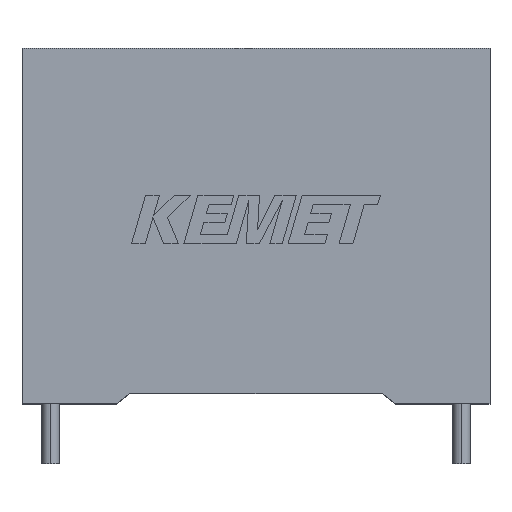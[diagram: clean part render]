
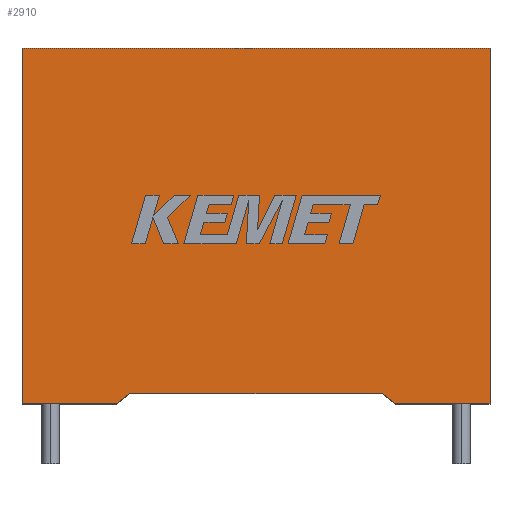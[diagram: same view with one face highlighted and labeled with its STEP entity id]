
A CAD part, top view. The second image highlights one B-rep face of the part: STEP entity #2910.
In plain terms, the highlighted planar face has unit normal (0, 0, 1).
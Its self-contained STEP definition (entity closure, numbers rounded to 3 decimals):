
#93 = LINE ( 'NONE', #2718, #499 ) ;
#121 = CARTESIAN_POINT ( 'NONE',  ( 24.1, 0.7, 14.3 ) ) ;
#155 = LINE ( 'NONE', #2069, #2361 ) ;
#218 = LINE ( 'NONE', #121, #2038 ) ;
#224 = VECTOR ( 'NONE', #2573, 1000. ) ;
#289 = CARTESIAN_POINT ( 'NONE',  ( 31.3, 0., 14.3 ) ) ;
#294 = EDGE_CURVE ( 'NONE', #2174, #2499, #712, .T. ) ;
#311 = ORIENTED_EDGE ( 'NONE', *, *, #294, .T. ) ;
#333 = DIRECTION ( 'NONE',  ( 0.789, -0.614, 0. ) ) ;
#360 = FACE_OUTER_BOUND ( 'NONE', #1199, .T. ) ;
#399 = CARTESIAN_POINT ( 'NONE',  ( 0., 23.8, 14.3 ) ) ;
#400 = ORIENTED_EDGE ( 'NONE', *, *, #2364, .F. ) ;
#432 = DIRECTION ( 'NONE',  ( 1., 0., 0. ) ) ;
#499 = VECTOR ( 'NONE', #2957, 1000. ) ;
#516 = DIRECTION ( 'NONE',  ( -1., 0., 0. ) ) ;
#520 = CARTESIAN_POINT ( 'NONE',  ( 25., 0., 14.3 ) ) ;
#522 = VECTOR ( 'NONE', #516, 1000. ) ;
#609 = AXIS2_PLACEMENT_3D ( 'NONE', #842, #869, #1323 ) ;
#701 = ORIENTED_EDGE ( 'NONE', *, *, #1727, .T. ) ;
#712 = LINE ( 'NONE', #289, #1930 ) ;
#720 = VERTEX_POINT ( 'NONE', #1597 ) ;
#745 = ORIENTED_EDGE ( 'NONE', *, *, #1511, .T. ) ;
#842 = CARTESIAN_POINT ( 'NONE',  ( 0., 0., 14.3 ) ) ;
#869 = DIRECTION ( 'NONE',  ( 0., 0., -1. ) ) ;
#1090 = CARTESIAN_POINT ( 'NONE',  ( 7.2, 0.7, 14.3 ) ) ;
#1124 = CARTESIAN_POINT ( 'NONE',  ( 31.3, 0., 14.3 ) ) ;
#1199 = EDGE_LOOP ( 'NONE', ( #400, #2341, #701, #311, #2926, #745, #2280, #2737 ) ) ;
#1323 = DIRECTION ( 'NONE',  ( -1., 0., 0. ) ) ;
#1355 = CARTESIAN_POINT ( 'NONE',  ( 0., 0., 14.3 ) ) ;
#1365 = CARTESIAN_POINT ( 'NONE',  ( 0., 23.8, 14.3 ) ) ;
#1444 = VERTEX_POINT ( 'NONE', #2675 ) ;
#1511 = EDGE_CURVE ( 'NONE', #2159, #1444, #93, .T. ) ;
#1597 = CARTESIAN_POINT ( 'NONE',  ( 24.1, 0.7, 14.3 ) ) ;
#1601 = DIRECTION ( 'NONE',  ( -1., 0., 0. ) ) ;
#1640 = EDGE_CURVE ( 'NONE', #2922, #1881, #155, .T. ) ;
#1665 = VECTOR ( 'NONE', #1601, 1000. ) ;
#1727 = EDGE_CURVE ( 'NONE', #2544, #2174, #2832, .T. ) ;
#1881 = VERTEX_POINT ( 'NONE', #2164 ) ;
#1930 = VECTOR ( 'NONE', #2741, 1000. ) ;
#2038 = VECTOR ( 'NONE', #333, 1000. ) ;
#2069 = CARTESIAN_POINT ( 'NONE',  ( 7.2, 0.7, 14.3 ) ) ;
#2159 = VERTEX_POINT ( 'NONE', #399 ) ;
#2164 = CARTESIAN_POINT ( 'NONE',  ( 6.3, 0., 14.3 ) ) ;
#2168 = LINE ( 'NONE', #1365, #522 ) ;
#2174 = VERTEX_POINT ( 'NONE', #1124 ) ;
#2221 = EDGE_CURVE ( 'NONE', #2499, #2159, #2168, .T. ) ;
#2280 = ORIENTED_EDGE ( 'NONE', *, *, #2289, .T. ) ;
#2289 = EDGE_CURVE ( 'NONE', #1444, #1881, #2445, .T. ) ;
#2310 = PLANE ( 'NONE',  #609 ) ;
#2341 = ORIENTED_EDGE ( 'NONE', *, *, #2860, .T. ) ;
#2359 = LINE ( 'NONE', #3072, #1665 ) ;
#2361 = VECTOR ( 'NONE', #3035, 1000. ) ;
#2364 = EDGE_CURVE ( 'NONE', #720, #2922, #2359, .T. ) ;
#2445 = LINE ( 'NONE', #1355, #224 ) ;
#2499 = VERTEX_POINT ( 'NONE', #2918 ) ;
#2544 = VERTEX_POINT ( 'NONE', #520 ) ;
#2573 = DIRECTION ( 'NONE',  ( 1., 0., 0. ) ) ;
#2675 = CARTESIAN_POINT ( 'NONE',  ( 0., 0., 14.3 ) ) ;
#2718 = CARTESIAN_POINT ( 'NONE',  ( 0., 0., 14.3 ) ) ;
#2737 = ORIENTED_EDGE ( 'NONE', *, *, #1640, .F. ) ;
#2741 = DIRECTION ( 'NONE',  ( 0., 1., 0. ) ) ;
#2832 = LINE ( 'NONE', #2843, #2902 ) ;
#2843 = CARTESIAN_POINT ( 'NONE',  ( 0., 0., 14.3 ) ) ;
#2860 = EDGE_CURVE ( 'NONE', #720, #2544, #218, .T. ) ;
#2902 = VECTOR ( 'NONE', #432, 1000. ) ;
#2910 = ADVANCED_FACE ( 'NONE', ( #360 ), #2310, .F. ) ;
#2918 = CARTESIAN_POINT ( 'NONE',  ( 31.3, 23.8, 14.3 ) ) ;
#2922 = VERTEX_POINT ( 'NONE', #1090 ) ;
#2926 = ORIENTED_EDGE ( 'NONE', *, *, #2221, .T. ) ;
#2957 = DIRECTION ( 'NONE',  ( 0., -1., 0. ) ) ;
#3035 = DIRECTION ( 'NONE',  ( -0.789, -0.614, 0. ) ) ;
#3072 = CARTESIAN_POINT ( 'NONE',  ( 15.65, 0.7, 14.3 ) ) ;
